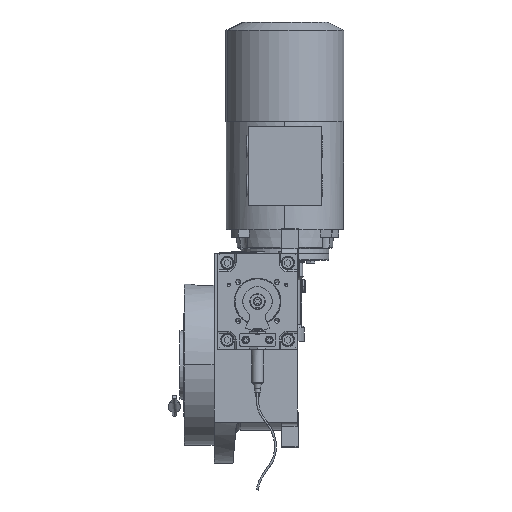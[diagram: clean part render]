
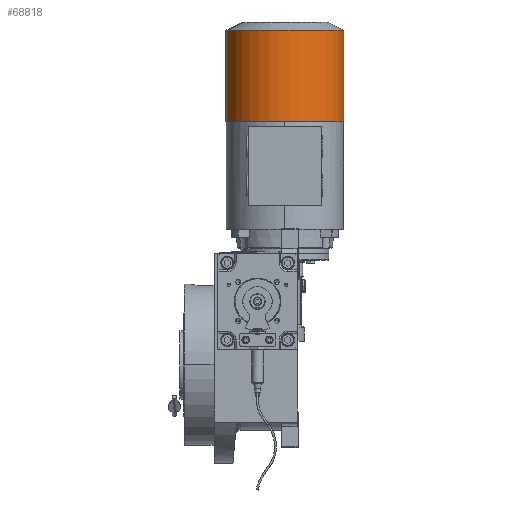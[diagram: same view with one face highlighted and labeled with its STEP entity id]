
A CAD part, left-side view. The second image highlights one B-rep face of the part: STEP entity #68818.
In plain terms, the highlighted cylindrical face has radius 60.5 mm (diameter 121 mm), a partial arc.
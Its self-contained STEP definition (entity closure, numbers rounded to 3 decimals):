
#1445 = CARTESIAN_POINT ( 'NONE',  ( -64.811, -6.286, 0. ) ) ;
#2388 = ORIENTED_EDGE ( 'NONE', *, *, #14842, .F. ) ;
#3193 = CARTESIAN_POINT ( 'NONE',  ( -64.811, -20.922, -58.703 ) ) ;
#9956 = EDGE_CURVE ( 'NONE', #41914, #24927, #92464, .T. ) ;
#14842 = EDGE_CURVE ( 'NONE', #71438, #48433, #23876, .T. ) ;
#18433 = AXIS2_PLACEMENT_3D ( 'NONE', #79413, #72231, #33887 ) ;
#19850 = ORIENTED_EDGE ( 'NONE', *, *, #72779, .F. ) ;
#23876 = CIRCLE ( 'NONE', #58243, 60.5 ) ;
#24669 = FACE_OUTER_BOUND ( 'NONE', #71195, .T. ) ;
#24927 = VERTEX_POINT ( 'NONE', #78705 ) ;
#33887 = DIRECTION ( 'NONE',  ( 0., 0.242, 0.97 ) ) ;
#34632 = LINE ( 'NONE', #65839, #86707 ) ;
#35781 = CARTESIAN_POINT ( 'NONE',  ( -158.212, -6.286, 0. ) ) ;
#41914 = VERTEX_POINT ( 'NONE', #96630 ) ;
#48433 = VERTEX_POINT ( 'NONE', #61192 ) ;
#48969 = DIRECTION ( 'NONE',  ( 1., 0., 0. ) ) ;
#55775 = ORIENTED_EDGE ( 'NONE', *, *, #9956, .F. ) ;
#57905 = CYLINDRICAL_SURFACE ( 'NONE', #18433, 60.5 ) ;
#58243 = AXIS2_PLACEMENT_3D ( 'NONE', #1445, #63928, #78734 ) ;
#59315 = DIRECTION ( 'NONE',  ( 0., 0.242, 0.97 ) ) ;
#61192 = CARTESIAN_POINT ( 'NONE',  ( -64.811, 8.35, 58.703 ) ) ;
#63928 = DIRECTION ( 'NONE',  ( 1., 0., 0. ) ) ;
#65839 = CARTESIAN_POINT ( 'NONE',  ( -158.212, -20.922, -58.703 ) ) ;
#66830 = EDGE_CURVE ( 'NONE', #24927, #71438, #34632, .T. ) ;
#66981 = DIRECTION ( 'NONE',  ( -1., 0., 0. ) ) ;
#67750 = ORIENTED_EDGE ( 'NONE', *, *, #66830, .F. ) ;
#68818 = ADVANCED_FACE ( 'NONE', ( #24669 ), #57905, .T. ) ;
#71195 = EDGE_LOOP ( 'NONE', ( #2388, #67750, #55775, #19850 ) ) ;
#71438 = VERTEX_POINT ( 'NONE', #3193 ) ;
#72231 = DIRECTION ( 'NONE',  ( -1., 0., 0. ) ) ;
#72684 = VECTOR ( 'NONE', #73824, 1000. ) ;
#72779 = EDGE_CURVE ( 'NONE', #48433, #41914, #88149, .T. ) ;
#73824 = DIRECTION ( 'NONE',  ( -1., 0., 0. ) ) ;
#78705 = CARTESIAN_POINT ( 'NONE',  ( -158.212, -20.922, -58.703 ) ) ;
#78734 = DIRECTION ( 'NONE',  ( 0., -0.242, -0.97 ) ) ;
#79413 = CARTESIAN_POINT ( 'NONE',  ( -26.951, -6.286, 0. ) ) ;
#80979 = CARTESIAN_POINT ( 'NONE',  ( -64.811, 8.35, 58.703 ) ) ;
#86707 = VECTOR ( 'NONE', #48969, 1000. ) ;
#88149 = LINE ( 'NONE', #80979, #72684 ) ;
#90838 = AXIS2_PLACEMENT_3D ( 'NONE', #35781, #66981, #59315 ) ;
#92464 = CIRCLE ( 'NONE', #90838, 60.5 ) ;
#96630 = CARTESIAN_POINT ( 'NONE',  ( -158.212, 8.35, 58.703 ) ) ;
